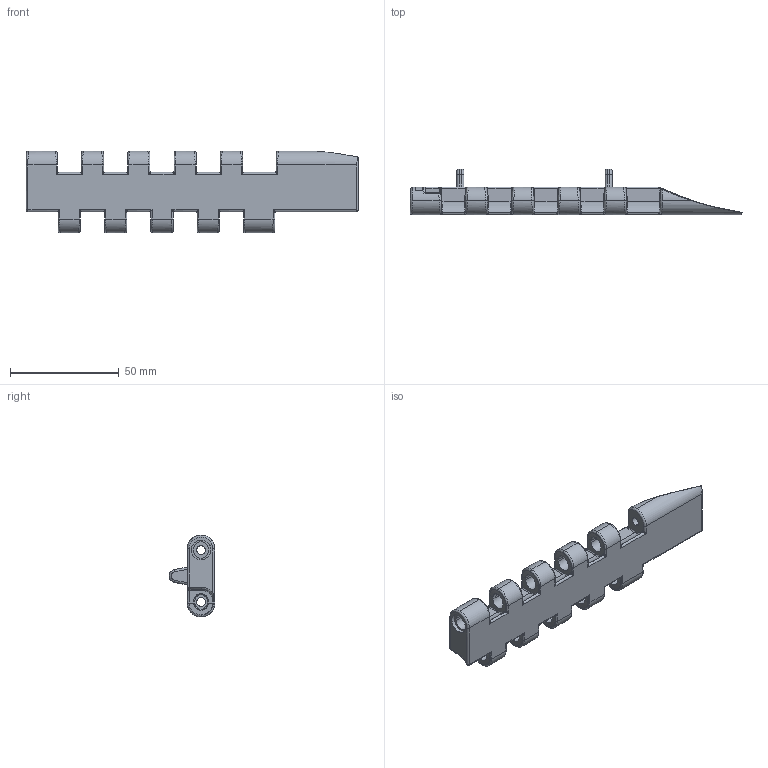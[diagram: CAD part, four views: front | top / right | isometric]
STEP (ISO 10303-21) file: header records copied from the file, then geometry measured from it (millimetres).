
FILE_DESCRIPTION (( 'STEP AP214' ), '1' );
FILE_NAME ('LF9255MC.0134TRP1.STEP', '2021-03-12T08:31:32', ( '' ), ( '' ), 'SwSTEP 2.0', 'SolidWorks 2019', '' );
FILE_SCHEMA (( 'AUTOMOTIVE_DESIGN' ));
Length unit declared in the file: millimetre
Products named in the file (1): LF9255MC.0134TRP1
Bounding box: 152.32 x 21 x 37.5 mm (x, y, z)
Volume: 28994.5 mm3; surface area: 17245.6 mm2
Topology: 1 solids, 2 shells, 894 faces, 2238 edges, 1261 vertices
Faces by surface type: bspline 356, cylinder 336, plane 154, torus 40, sphere 5, cone 3
Entity records: 38352 total; most frequent: CARTESIAN_POINT 21118, ORIENTED_EDGE 4322, DIRECTION 2749, EDGE_CURVE 2161, VERTEX_POINT 1261, AXIS2_PLACEMENT_3D 1048, EDGE_LOOP 906, FACE_OUTER_BOUND 894
